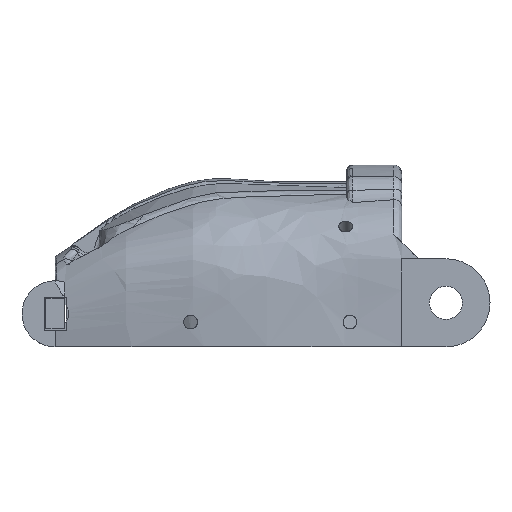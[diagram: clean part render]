
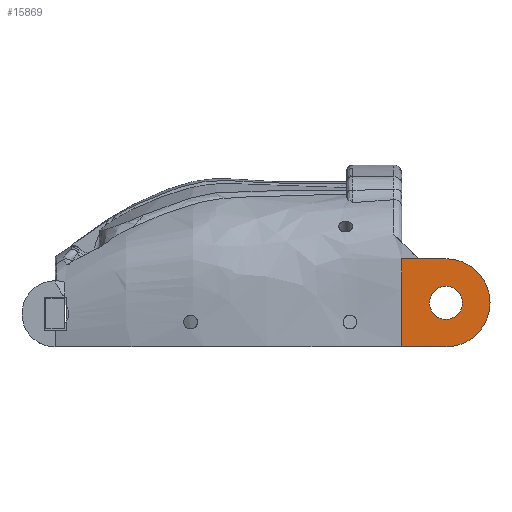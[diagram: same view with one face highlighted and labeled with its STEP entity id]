
A CAD part, left-side view. The second image highlights one B-rep face of the part: STEP entity #15869.
In plain terms, the highlighted planar face has unit normal (-1, 0, 0).
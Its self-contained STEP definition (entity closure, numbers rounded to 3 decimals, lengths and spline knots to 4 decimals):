
#164=FACE_BOUND('',#2389,.T.);
#778=CIRCLE('',#16556,0.3);
#837=CIRCLE('',#16679,0.8);
#1414=FACE_OUTER_BOUND('',#2388,.T.);
#2388=EDGE_LOOP('',(#12821,#12822,#12823,#12824,#12825,#12826));
#2389=EDGE_LOOP('',(#12827));
#2891=B_SPLINE_CURVE_WITH_KNOTS('',3,(#21989,#21990,#21991,#21992,#21993,
#21994,#21995,#21996,#21997,#21998,#21999),.UNSPECIFIED.,.F.,.F.,(4,1,1,
1,1,1,1,1,4),(0.,0.06,0.09,0.12,
0.135,0.15,0.165,0.1799,
0.1918),.UNSPECIFIED.);
#2892=B_SPLINE_CURVE_WITH_KNOTS('',3,(#22001,#22002,#22003,#22004),
 .UNSPECIFIED.,.F.,.F.,(4,4),(0.1918,0.1918),
 .UNSPECIFIED.);
#2893=B_SPLINE_CURVE_WITH_KNOTS('',3,(#22006,#22007,#22008,#22009,#22010,
#22011,#22012,#22013),.UNSPECIFIED.,.F.,.F.,(4,1,1,1,1,4),(0.1918,
0.2099,0.2249,0.2399,0.2699,
0.2999),.UNSPECIFIED.);
#3993=LINE('',#28127,#5188);
#4011=LINE('',#28205,#5206);
#5188=VECTOR('',#18061,0.8);
#5206=VECTOR('',#18145,0.8);
#6323=VERTEX_POINT('',#21977);
#6324=VERTEX_POINT('',#21988);
#6325=VERTEX_POINT('',#22000);
#6326=VERTEX_POINT('',#22005);
#6621=VERTEX_POINT('',#26729);
#6712=VERTEX_POINT('',#28125);
#6739=VERTEX_POINT('',#28204);
#8005=EDGE_CURVE('',#6323,#6324,#2891,.T.);
#8006=EDGE_CURVE('',#6324,#6325,#2892,.T.);
#8007=EDGE_CURVE('',#6325,#6326,#2893,.T.);
#8425=EDGE_CURVE('',#6621,#6621,#778,.T.);
#8557=EDGE_CURVE('',#6323,#6712,#3993,.T.);
#8597=EDGE_CURVE('',#6326,#6739,#4011,.T.);
#8722=EDGE_CURVE('',#6712,#6739,#837,.T.);
#12821=ORIENTED_EDGE('',*,*,#8722,.T.);
#12822=ORIENTED_EDGE('',*,*,#8597,.F.);
#12823=ORIENTED_EDGE('',*,*,#8007,.F.);
#12824=ORIENTED_EDGE('',*,*,#8006,.F.);
#12825=ORIENTED_EDGE('',*,*,#8005,.F.);
#12826=ORIENTED_EDGE('',*,*,#8557,.T.);
#12827=ORIENTED_EDGE('',*,*,#8425,.T.);
#15147=PLANE('',#16864);
#15869=ADVANCED_FACE('',(#1414,#164),#15147,.T.);
#16556=AXIS2_PLACEMENT_3D('',#26730,#17924,#17925);
#16679=AXIS2_PLACEMENT_3D('',#33564,#18267,#18268);
#16864=AXIS2_PLACEMENT_3D('',#40939,#18873,#18874);
#17924=DIRECTION('center_axis',(1.,0.,0.));
#17925=DIRECTION('ref_axis',(0.,0.,1.));
#18061=DIRECTION('',(0.,-1.,0.));
#18145=DIRECTION('',(0.,-1.,0.));
#18267=DIRECTION('center_axis',(-1.,0.,0.));
#18268=DIRECTION('ref_axis',(0.,0.,1.));
#18873=DIRECTION('center_axis',(-1.,0.,0.));
#18874=DIRECTION('ref_axis',(0.,0.,
-1.));
#21977=CARTESIAN_POINT('',(-3.05,0.8,-0.8));
#21988=CARTESIAN_POINT('',(-3.05,0.8,0.2259));
#21989=CARTESIAN_POINT('Ctrl Pts',(-3.05,0.8,-0.8));
#21990=CARTESIAN_POINT('Ctrl Pts',(-3.05,0.8,-0.6931));
#21991=CARTESIAN_POINT('Ctrl Pts',(-3.05,0.8,
-0.5328));
#21992=CARTESIAN_POINT('Ctrl Pts',(-3.05,0.8,
-0.319));
#21993=CARTESIAN_POINT('Ctrl Pts',(-3.05,0.8,
-0.1853));
#21994=CARTESIAN_POINT('Ctrl Pts',(-3.05,0.8,
-0.0784));
#21995=CARTESIAN_POINT('Ctrl Pts',(-3.05,0.8,0.0017));
#21996=CARTESIAN_POINT('Ctrl Pts',(-3.05,0.8,
0.0819));
#21997=CARTESIAN_POINT('Ctrl Pts',(-3.05,0.8,
0.1567));
#21998=CARTESIAN_POINT('Ctrl Pts',(-3.05,0.8,
0.2047));
#21999=CARTESIAN_POINT('Ctrl Pts',(-3.05,0.8,
0.2259));
#22000=CARTESIAN_POINT('',(-3.05,0.8,0.2259));
#22001=CARTESIAN_POINT('Ctrl Pts',(-3.05,0.8,
0.2259));
#22002=CARTESIAN_POINT('Ctrl Pts',(-3.05,0.8,
0.2259));
#22003=CARTESIAN_POINT('Ctrl Pts',(-3.05,0.8,
0.2259));
#22004=CARTESIAN_POINT('Ctrl Pts',(-3.05,0.8,
0.2259));
#22005=CARTESIAN_POINT('',(-3.05,0.8,0.8));
#22006=CARTESIAN_POINT('Ctrl Pts',(-3.05,0.8,
0.2259));
#22007=CARTESIAN_POINT('Ctrl Pts',(-3.05,0.8,
0.2583));
#22008=CARTESIAN_POINT('Ctrl Pts',(-3.05,0.8,
0.3174));
#22009=CARTESIAN_POINT('Ctrl Pts',(-3.05,0.8,
0.4029));
#22010=CARTESIAN_POINT('Ctrl Pts',(-3.05,0.8,0.5088));
#22011=CARTESIAN_POINT('Ctrl Pts',(-3.05,0.8,
0.6413));
#22012=CARTESIAN_POINT('Ctrl Pts',(-3.05,0.8,
0.747));
#22013=CARTESIAN_POINT('Ctrl Pts',(-3.05,0.8,
0.8002));
#26729=CARTESIAN_POINT('',(-3.05,0.,-0.3));
#26730=CARTESIAN_POINT('Origin',(-3.05,0.,0.));
#28125=CARTESIAN_POINT('',(-3.05,0.,-0.8));
#28127=CARTESIAN_POINT('',(-3.05,0.8,-0.8));
#28204=CARTESIAN_POINT('',(-3.05,0.,0.8));
#28205=CARTESIAN_POINT('',(-3.05,0.8,0.8));
#33564=CARTESIAN_POINT('Origin',(-3.05,0.,0.));
#40939=CARTESIAN_POINT('Origin',(-3.05,0.8,0.8));
